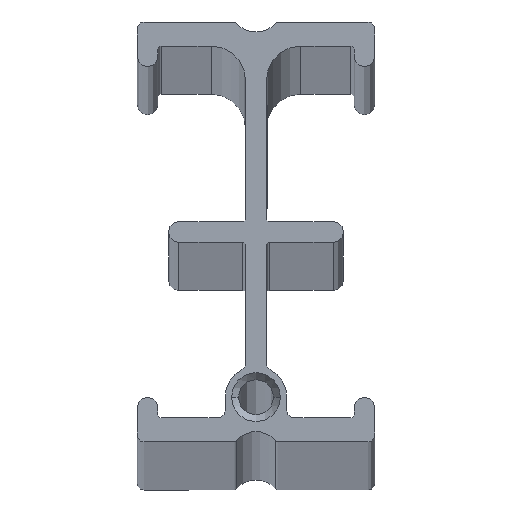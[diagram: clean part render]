
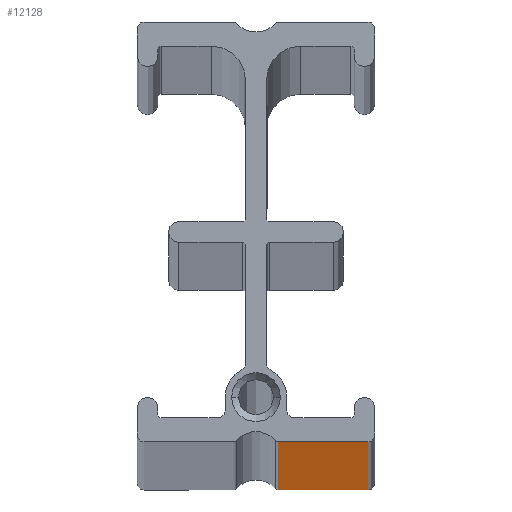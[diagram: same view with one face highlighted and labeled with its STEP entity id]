
A CAD part, top view. The second image highlights one B-rep face of the part: STEP entity #12128.
In plain terms, the highlighted planar face has unit normal (0, -1, 0).
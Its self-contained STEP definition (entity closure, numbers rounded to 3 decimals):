
#660 = VERTEX_POINT ( 'NONE', #10958 ) ;
#1458 = LINE ( 'NONE', #3010, #14014 ) ;
#1980 = FACE_OUTER_BOUND ( 'NONE', #10290, .T. ) ;
#3010 = CARTESIAN_POINT ( 'NONE',  ( 17.25, -30.5, 0. ) ) ;
#3539 = VECTOR ( 'NONE', #17076, 1000. ) ;
#3669 = VERTEX_POINT ( 'NONE', #16441 ) ;
#3716 = ORIENTED_EDGE ( 'NONE', *, *, #16802, .T. ) ;
#4074 = DIRECTION ( 'NONE',  ( 1., 0., 0. ) ) ;
#5154 = EDGE_CURVE ( 'NONE', #660, #11818, #7460, .T. ) ;
#5698 = CARTESIAN_POINT ( 'NONE',  ( 17.25, -30.5, 4000. ) ) ;
#5777 = ORIENTED_EDGE ( 'NONE', *, *, #5154, .T. ) ;
#6996 = EDGE_CURVE ( 'NONE', #3669, #16722, #10668, .T. ) ;
#7017 = VECTOR ( 'NONE', #8769, 1000. ) ;
#7460 = LINE ( 'NONE', #17196, #9142 ) ;
#8769 = DIRECTION ( 'NONE',  ( 1., 0., 0. ) ) ;
#9142 = VECTOR ( 'NONE', #9214, 1000. ) ;
#9214 = DIRECTION ( 'NONE',  ( 0., 0., 1. ) ) ;
#9730 = DIRECTION ( 'NONE',  ( -1., 0., 0. ) ) ;
#10290 = EDGE_LOOP ( 'NONE', ( #17118, #17152, #3716, #5777 ) ) ;
#10668 = LINE ( 'NONE', #11732, #3539 ) ;
#10958 = CARTESIAN_POINT ( 'NONE',  ( 16.25, -30.5, 0. ) ) ;
#11732 = CARTESIAN_POINT ( 'NONE',  ( 3.24, -30.5, 0. ) ) ;
#11818 = VERTEX_POINT ( 'NONE', #15149 ) ;
#12128 = ADVANCED_FACE ( 'NONE', ( #1980 ), #16363, .F. ) ;
#13079 = AXIS2_PLACEMENT_3D ( 'NONE', #5698, #15072, #9730 ) ;
#14014 = VECTOR ( 'NONE', #4074, 1000. ) ;
#14097 = CARTESIAN_POINT ( 'NONE',  ( 17.25, -30.5, 4000. ) ) ;
#15072 = DIRECTION ( 'NONE',  ( 0., 1., 0. ) ) ;
#15149 = CARTESIAN_POINT ( 'NONE',  ( 16.25, -30.5, 4000. ) ) ;
#16000 = EDGE_CURVE ( 'NONE', #3669, #11818, #16878, .T. ) ;
#16032 = CARTESIAN_POINT ( 'NONE',  ( 3.24, -30.5, 0. ) ) ;
#16363 = PLANE ( 'NONE',  #13079 ) ;
#16441 = CARTESIAN_POINT ( 'NONE',  ( 3.24, -30.5, 4000. ) ) ;
#16722 = VERTEX_POINT ( 'NONE', #16032 ) ;
#16802 = EDGE_CURVE ( 'NONE', #16722, #660, #1458, .T. ) ;
#16878 = LINE ( 'NONE', #14097, #7017 ) ;
#17076 = DIRECTION ( 'NONE',  ( 0., 0., -1. ) ) ;
#17118 = ORIENTED_EDGE ( 'NONE', *, *, #16000, .F. ) ;
#17152 = ORIENTED_EDGE ( 'NONE', *, *, #6996, .T. ) ;
#17196 = CARTESIAN_POINT ( 'NONE',  ( 16.25, -30.5, 4000. ) ) ;
